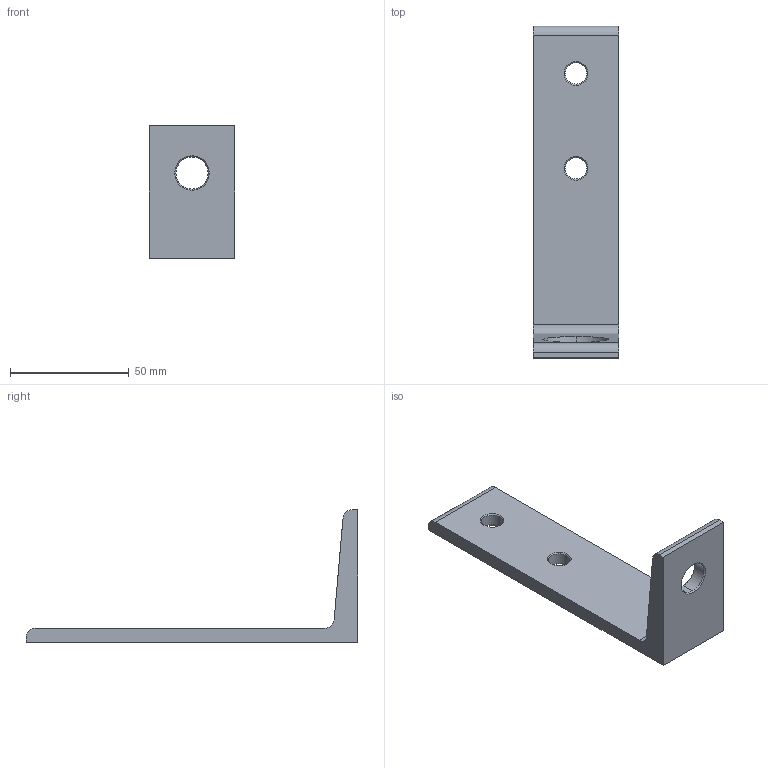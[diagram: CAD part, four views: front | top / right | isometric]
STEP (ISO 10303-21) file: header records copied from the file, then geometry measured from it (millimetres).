
FILE_DESCRIPTION (( 'STEP AP203' ), '1' );
FILE_NAME ('162958.step', '2023-01-11T15:36:07', ( '' ), ( '' ), 'SwSTEP 2.0', 'SolidWorks 2021', '' );
FILE_SCHEMA (( 'CONFIG_CONTROL_DESIGN' ));
Length unit declared in the file: inch
Products named in the file (1): 162958
Bounding box: 36 x 140 x 56 mm (x, y, z)
Volume: 42366.1 mm3; surface area: 16416.6 mm2
Topology: 1 solids, 1 shells, 32 faces, 81 edges, 52 vertices
Faces by surface type: cone 12, cylinder 11, plane 9
Entity records: 1066 total; most frequent: DIRECTION 183, CARTESIAN_POINT 172, ORIENTED_EDGE 162, EDGE_CURVE 81, AXIS2_PLACEMENT_3D 71, VERTEX_POINT 52, VECTOR 41, LINE 41
